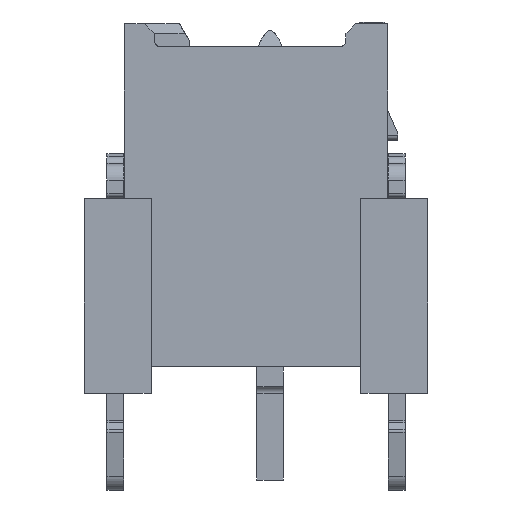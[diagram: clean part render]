
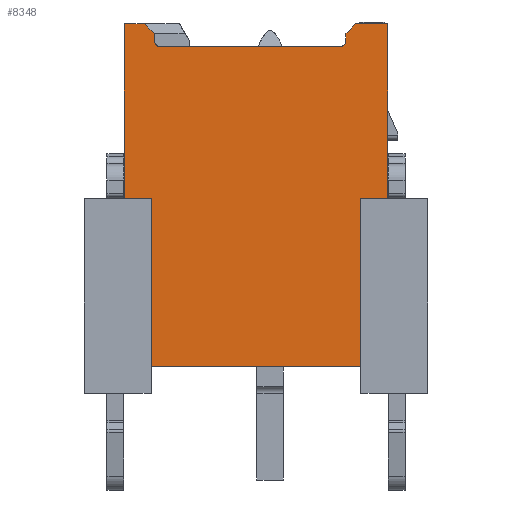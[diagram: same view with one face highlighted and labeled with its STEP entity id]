
A CAD part, left-side view. The second image highlights one B-rep face of the part: STEP entity #8348.
In plain terms, the highlighted planar face has unit normal (-1, 0, 0).
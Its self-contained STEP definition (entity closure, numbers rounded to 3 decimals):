
#4=DIRECTION('',(0.,0.,-1.));
#5=VECTOR('',#4,0.2);
#6=CARTESIAN_POINT('',(-8.55,3.475,-0.3));
#7=LINE('',#6,#5);
#12=DIRECTION('',(0.,-1.,0.));
#13=VECTOR('',#12,5.35);
#14=CARTESIAN_POINT('',(-8.55,3.275,-0.7));
#15=LINE('',#14,#13);
#19=DIRECTION('',(0.,0.,1.));
#20=VECTOR('',#19,0.2);
#21=CARTESIAN_POINT('',(-8.55,-2.275,-0.5));
#22=LINE('',#21,#20);
#26=DIRECTION('',(0.,-0.707,0.707));
#27=VECTOR('',#26,0.424);
#28=CARTESIAN_POINT('',(-8.55,-2.275,-0.3));
#29=LINE('',#28,#27);
#33=DIRECTION('',(0.,-1.,0.));
#34=VECTOR('',#33,0.95);
#35=CARTESIAN_POINT('',(-8.55,-2.575,0.));
#36=LINE('',#35,#34);
#40=DIRECTION('',(0.,0.,-1.));
#41=VECTOR('',#40,5.25);
#42=CARTESIAN_POINT('',(-8.55,-3.525,0.));
#43=LINE('',#42,#41);
#47=DIRECTION('',(0.,-1.,0.));
#48=VECTOR('',#47,0.8);
#49=CARTESIAN_POINT('',(-8.55,-2.725,-5.25));
#50=LINE('',#49,#48);
#54=DIRECTION('',(0.,0.,-1.));
#55=VECTOR('',#54,5.05);
#56=CARTESIAN_POINT('',(-8.55,-2.725,-5.25));
#57=LINE('',#56,#55);
#61=DIRECTION('',(0.,0.,1.));
#62=VECTOR('',#61,5.05);
#63=CARTESIAN_POINT('',(-8.55,3.575,-10.3));
#64=LINE('',#63,#62);
#68=DIRECTION('',(0.,1.,0.));
#69=VECTOR('',#68,0.8);
#70=CARTESIAN_POINT('',(-8.55,3.575,-5.25));
#71=LINE('',#70,#69);
#75=DIRECTION('',(0.,0.,1.));
#76=VECTOR('',#75,5.25);
#77=CARTESIAN_POINT('',(-8.55,4.375,-5.25));
#78=LINE('',#77,#76);
#82=DIRECTION('',(0.,-1.,0.));
#83=VECTOR('',#82,0.6);
#84=CARTESIAN_POINT('',(-8.55,4.375,0.));
#85=LINE('',#84,#83);
#89=DIRECTION('',(0.,0.707,0.707));
#90=VECTOR('',#89,0.424);
#91=CARTESIAN_POINT('',(-8.55,3.475,-0.3));
#92=LINE('',#91,#90);
#131=CARTESIAN_POINT('',(-8.55,3.275,-0.5));
#132=DIRECTION('',(1.,0.,0.));
#133=DIRECTION('',(0.,0.,-1.));
#134=AXIS2_PLACEMENT_3D('',#131,#132,#133);
#191=CARTESIAN_POINT('',(-8.55,-2.075,-0.5));
#192=DIRECTION('',(1.,0.,0.));
#193=DIRECTION('',(0.,-1.,0.));
#194=AXIS2_PLACEMENT_3D('',#191,#192,#193);
#650=DIRECTION('',(0.,1.,0.));
#651=VECTOR('',#650,6.3);
#652=CARTESIAN_POINT('',(-8.55,-2.725,-10.3));
#653=LINE('',#652,#651);
#7025=CARTESIAN_POINT('',(-8.55,-2.275,-0.3));
#7026=CARTESIAN_POINT('',(-8.55,-2.575,0.));
#7027=VERTEX_POINT('',#7025);
#7028=VERTEX_POINT('',#7026);
#7029=CARTESIAN_POINT('',(-8.55,-3.525,0.));
#7030=VERTEX_POINT('',#7029);
#7037=CARTESIAN_POINT('',(-8.55,4.375,0.));
#7039=VERTEX_POINT('',#7037);
#7049=CARTESIAN_POINT('',(-8.55,4.375,-5.25));
#7050=VERTEX_POINT('',#7049);
#7055=CARTESIAN_POINT('',(-8.55,3.575,-5.25));
#7056=VERTEX_POINT('',#7055);
#7057=CARTESIAN_POINT('',(-8.55,-2.725,-5.25));
#7058=CARTESIAN_POINT('',(-8.55,-3.525,-5.25));
#7059=VERTEX_POINT('',#7057);
#7060=VERTEX_POINT('',#7058);
#7309=CARTESIAN_POINT('',(-8.55,-2.275,-0.5));
#7311=VERTEX_POINT('',#7309);
#7313=CARTESIAN_POINT('',(-8.55,-2.075,-0.7));
#7315=VERTEX_POINT('',#7313);
#7317=CARTESIAN_POINT('',(-8.55,3.275,-0.7));
#7319=VERTEX_POINT('',#7317);
#7321=CARTESIAN_POINT('',(-8.55,3.475,-0.5));
#7323=VERTEX_POINT('',#7321);
#8245=CARTESIAN_POINT('',(-8.55,3.475,-0.3));
#8246=CARTESIAN_POINT('',(-8.55,3.775,0.));
#8247=VERTEX_POINT('',#8245);
#8248=VERTEX_POINT('',#8246);
#8305=CARTESIAN_POINT('',(-8.55,-2.725,-10.3));
#8306=VERTEX_POINT('',#8305);
#8307=CARTESIAN_POINT('',(-8.55,3.575,-10.3));
#8308=VERTEX_POINT('',#8307);
#8309=CARTESIAN_POINT('',(-8.55,0.,0.));
#8310=DIRECTION('',(1.,0.,0.));
#8311=DIRECTION('',(0.,0.,-1.));
#8312=AXIS2_PLACEMENT_3D('',#8309,#8310,#8311);
#8313=PLANE('',#8312);
#8315=ORIENTED_EDGE('',*,*,#8314,.T.);
#8317=ORIENTED_EDGE('',*,*,#8316,.F.);
#8319=ORIENTED_EDGE('',*,*,#8318,.T.);
#8321=ORIENTED_EDGE('',*,*,#8320,.F.);
#8323=ORIENTED_EDGE('',*,*,#8322,.T.);
#8325=ORIENTED_EDGE('',*,*,#8324,.T.);
#8327=ORIENTED_EDGE('',*,*,#8326,.T.);
#8329=ORIENTED_EDGE('',*,*,#8328,.T.);
#8331=ORIENTED_EDGE('',*,*,#8330,.F.);
#8333=ORIENTED_EDGE('',*,*,#8332,.T.);
#8335=ORIENTED_EDGE('',*,*,#8334,.T.);
#8337=ORIENTED_EDGE('',*,*,#8336,.T.);
#8339=ORIENTED_EDGE('',*,*,#8338,.T.);
#8341=ORIENTED_EDGE('',*,*,#8340,.T.);
#8343=ORIENTED_EDGE('',*,*,#8342,.T.);
#8345=ORIENTED_EDGE('',*,*,#8344,.F.);
#8346=EDGE_LOOP('',(#8315,#8317,#8319,#8321,#8323,#8325,#8327,#8329,#8331,#8333,
#8335,#8337,#8339,#8341,#8343,#8345));
#8347=FACE_OUTER_BOUND('',#8346,.F.);
#135=CIRCLE('',#134,0.2);
#195=CIRCLE('',#194,0.2);
#8314=EDGE_CURVE('',#8247,#7323,#7,.T.);
#8316=EDGE_CURVE('',#7319,#7323,#135,.T.);
#8318=EDGE_CURVE('',#7319,#7315,#15,.T.);
#8320=EDGE_CURVE('',#7311,#7315,#195,.T.);
#8322=EDGE_CURVE('',#7311,#7027,#22,.T.);
#8324=EDGE_CURVE('',#7027,#7028,#29,.T.);
#8326=EDGE_CURVE('',#7028,#7030,#36,.T.);
#8328=EDGE_CURVE('',#7030,#7060,#43,.T.);
#8330=EDGE_CURVE('',#7059,#7060,#50,.T.);
#8332=EDGE_CURVE('',#7059,#8306,#57,.T.);
#8334=EDGE_CURVE('',#8306,#8308,#653,.T.);
#8336=EDGE_CURVE('',#8308,#7056,#64,.T.);
#8338=EDGE_CURVE('',#7056,#7050,#71,.T.);
#8340=EDGE_CURVE('',#7050,#7039,#78,.T.);
#8342=EDGE_CURVE('',#7039,#8248,#85,.T.);
#8344=EDGE_CURVE('',#8247,#8248,#92,.T.);
#8348=ADVANCED_FACE('',(#8347),#8313,.F.);
